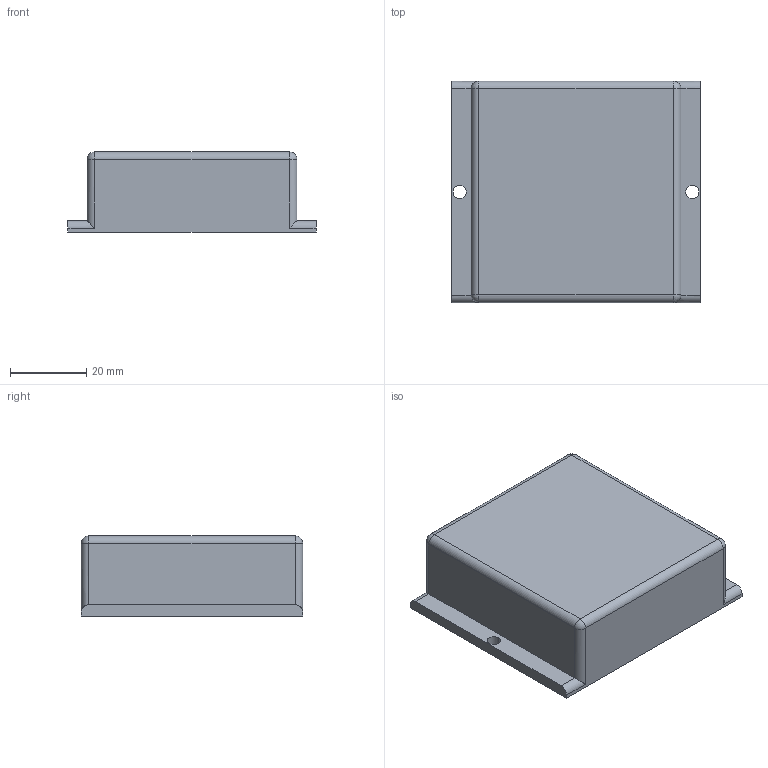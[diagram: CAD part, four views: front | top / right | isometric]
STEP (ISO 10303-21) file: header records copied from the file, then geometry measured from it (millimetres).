
FILE_DESCRIPTION (( 'STEP AP214' ), '1' );
FILE_NAME ('DCDC.STEP', '2025-05-07T11:58:05', ( '' ), ( '' ), 'SwSTEP 2.0', 'SolidWorks 2022', '' );
FILE_SCHEMA (( 'AUTOMOTIVE_DESIGN' ));
Length unit declared in the file: millimetre
Products named in the file (1): DCDC
Bounding box: 65 x 58 x 21 mm (x, y, z)
Volume: 68401.6 mm3; surface area: 12097.1 mm2
Topology: 1 solids, 1 shells, 30 faces, 72 edges, 40 vertices
Faces by surface type: cylinder 16, plane 10, sphere 4
Entity records: 870 total; most frequent: CARTESIAN_POINT 151, DIRECTION 150, ORIENTED_EDGE 136, EDGE_CURVE 68, AXIS2_PLACEMENT_3D 55, LINE 40, VERTEX_POINT 40, VECTOR 40
